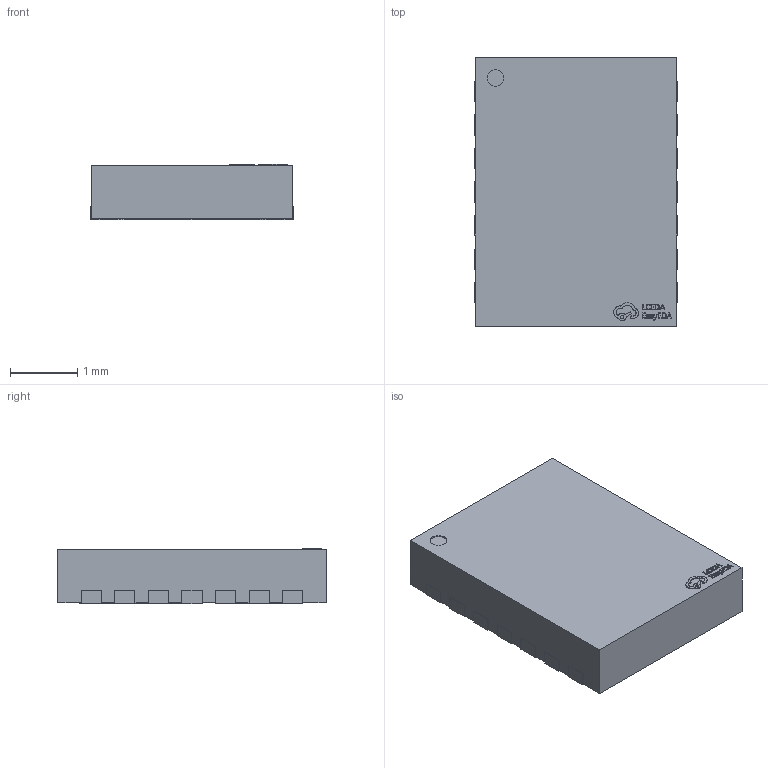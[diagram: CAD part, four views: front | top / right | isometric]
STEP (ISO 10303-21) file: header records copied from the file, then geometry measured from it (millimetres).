
FILE_DESCRIPTION (( 'STEP AP214' ), '1' );
FILE_NAME ('DFN-14_L4.0-W3.0-H0.8-P0.50.step', '2022-06-30T13:07:27', ( '' ), ( '' ), 'SwSTEP 2.0', 'SolidWorks 2020', '' );
FILE_SCHEMA (( 'AUTOMOTIVE_DESIGN' ));
Length unit declared in the file: millimetre
Products named in the file (1): DFN-14_L4.0-W3.0-H0.8-P0.50
Bounding box: 3.02 x 4 x 0.82 mm (x, y, z)
Volume: 9.7 mm3; surface area: 35.8 mm2
Topology: 1 solids, 1 shells, 397 faces, 1109 edges, 736 vertices
Faces by surface type: plane 264, bspline 112, cylinder 21
Entity records: 17043 total; most frequent: CARTESIAN_POINT 4353, ORIENTED_EDGE 2218, DIRECTION 1493, EDGE_CURVE 1109, LINE 837, VECTOR 837, VERTEX_POINT 736, EDGE_LOOP 419
